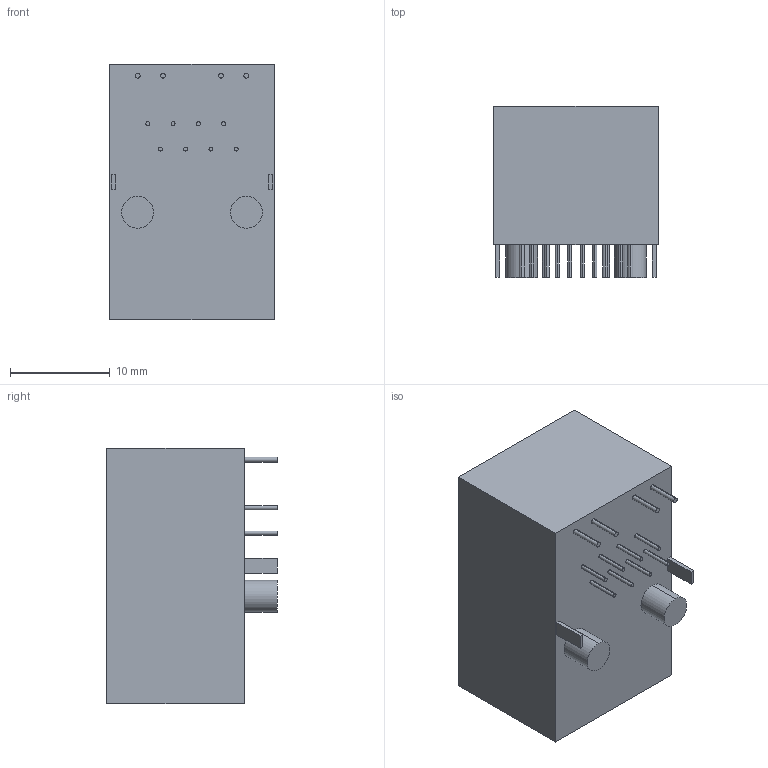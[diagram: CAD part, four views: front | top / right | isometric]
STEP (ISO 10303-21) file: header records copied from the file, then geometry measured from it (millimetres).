
FILE_DESCRIPTION (( 'STEP AP214' ), '1' );
FILE_NAME ('47F.STEP', '2020-07-01T17:34:02', ( '' ), ( '' ), 'SwSTEP 2.0', 'SolidWorks 2019', '' );
FILE_SCHEMA (( 'AUTOMOTIVE_DESIGN' ));
Length unit declared in the file: millimetre
Products named in the file (1): 47F
Bounding box: 16.5 x 17.15 x 25.65 mm (x, y, z)
Volume: 4822 mm3; surface area: 2656.9 mm2
Topology: 1 solids, 1 shells, 77 faces, 168 edges, 112 vertices
Faces by surface type: plane 49, cylinder 28
Entity records: 2262 total; most frequent: DIRECTION 380, CARTESIAN_POINT 358, ORIENTED_EDGE 336, EDGE_CURVE 168, AXIS2_PLACEMENT_3D 134, LINE 112, VECTOR 112, VERTEX_POINT 112
